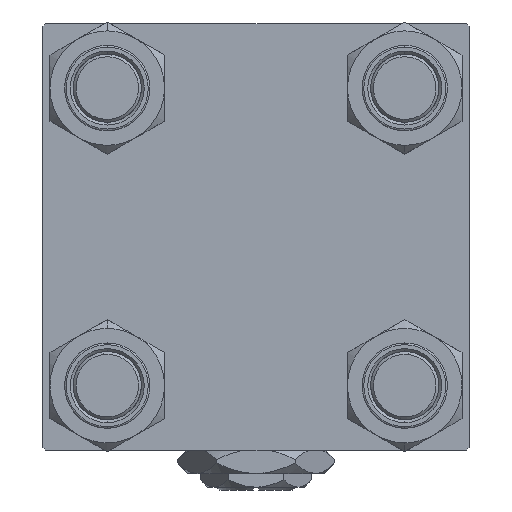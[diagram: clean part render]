
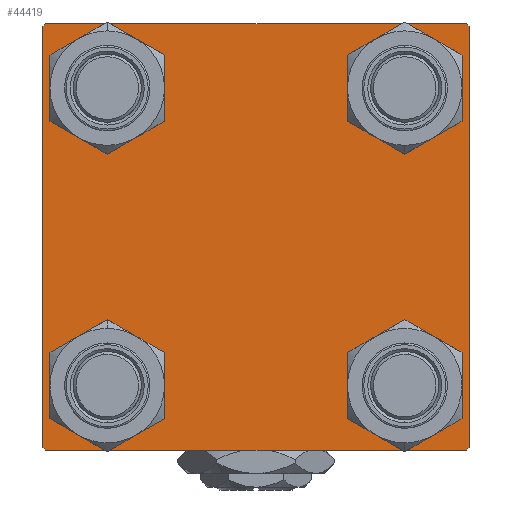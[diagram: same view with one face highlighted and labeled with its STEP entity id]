
A CAD part, left-side view. The second image highlights one B-rep face of the part: STEP entity #44419.
In plain terms, the highlighted planar face has unit normal (-1, 0, 0).
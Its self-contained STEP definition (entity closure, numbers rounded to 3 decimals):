
#165 = DIRECTION ( 'NONE',  ( 0., 0., -1. ) ) ;
#543 = ORIENTED_EDGE ( 'NONE', *, *, #41999, .T. ) ;
#544 = VERTEX_POINT ( 'NONE', #7552 ) ;
#636 = CARTESIAN_POINT ( 'NONE',  ( 0., 0., 0. ) ) ;
#1322 = CIRCLE ( 'NONE', #17394, 6.5 ) ;
#1331 = DIRECTION ( 'NONE',  ( 0., 0., 1. ) ) ;
#2100 = LINE ( 'NONE', #39461, #40893 ) ;
#2610 = CARTESIAN_POINT ( 'NONE',  ( 0., 37.5, -37.5 ) ) ;
#3611 = ORIENTED_EDGE ( 'NONE', *, *, #22281, .T. ) ;
#3623 = LINE ( 'NONE', #32464, #28177 ) ;
#4335 = FACE_BOUND ( 'NONE', #27182, .T. ) ;
#5418 = ORIENTED_EDGE ( 'NONE', *, *, #33877, .T. ) ;
#5463 = VERTEX_POINT ( 'NONE', #17784 ) ;
#5668 = AXIS2_PLACEMENT_3D ( 'NONE', #32198, #11046, #31424 ) ;
#7552 = CARTESIAN_POINT ( 'NONE',  ( 0., -26.15, 19.65 ) ) ;
#7561 = CARTESIAN_POINT ( 'NONE',  ( 0., -37.5, 37.5 ) ) ;
#7894 = DIRECTION ( 'NONE',  ( 1., 0., 0. ) ) ;
#7923 = EDGE_LOOP ( 'NONE', ( #3611, #50014 ) ) ;
#8077 = EDGE_CURVE ( 'NONE', #24036, #23438, #32616, .T. ) ;
#8126 = AXIS2_PLACEMENT_3D ( 'NONE', #636, #21542, #13346 ) ;
#8583 = VECTOR ( 'NONE', #51601, 1000. ) ;
#8804 = VERTEX_POINT ( 'NONE', #48016 ) ;
#8862 = DIRECTION ( 'NONE',  ( 1., 0., 0. ) ) ;
#10219 = AXIS2_PLACEMENT_3D ( 'NONE', #26732, #22759, #1331 ) ;
#10297 = LINE ( 'NONE', #2610, #20671 ) ;
#10410 = CARTESIAN_POINT ( 'NONE',  ( 0., -37.25, 37.25 ) ) ;
#11046 = DIRECTION ( 'NONE',  ( 1., 0., 0. ) ) ;
#11309 = LINE ( 'NONE', #34866, #15650 ) ;
#11585 = EDGE_CURVE ( 'NONE', #23463, #51478, #32115, .T. ) ;
#12048 = DIRECTION ( 'NONE',  ( 0., 0., -1. ) ) ;
#12221 = AXIS2_PLACEMENT_3D ( 'NONE', #29391, #41821, #34391 ) ;
#12698 = VERTEX_POINT ( 'NONE', #30562 ) ;
#13074 = PLANE ( 'NONE',  #8126 ) ;
#13346 = DIRECTION ( 'NONE',  ( 0., 0., 1. ) ) ;
#13372 = CARTESIAN_POINT ( 'NONE',  ( 0., 26.15, 26.15 ) ) ;
#13531 = CARTESIAN_POINT ( 'NONE',  ( 0., -26.15, 26.15 ) ) ;
#15121 = EDGE_CURVE ( 'NONE', #22360, #25217, #24621, .T. ) ;
#15237 = CARTESIAN_POINT ( 'NONE',  ( 0., -37.25, -37.25 ) ) ;
#15650 = VECTOR ( 'NONE', #47070, 1000. ) ;
#16374 = EDGE_CURVE ( 'NONE', #39909, #35055, #31985, .T. ) ;
#16747 = EDGE_CURVE ( 'NONE', #8804, #30131, #27424, .T. ) ;
#17394 = AXIS2_PLACEMENT_3D ( 'NONE', #24255, #8862, #40406 ) ;
#17600 = DIRECTION ( 'NONE',  ( 0., 0., 1. ) ) ;
#17653 = EDGE_CURVE ( 'NONE', #8804, #5463, #26310, .T. ) ;
#17784 = CARTESIAN_POINT ( 'NONE',  ( 0., -37., 37.5 ) ) ;
#18181 = ORIENTED_EDGE ( 'NONE', *, *, #11585, .T. ) ;
#18620 = CARTESIAN_POINT ( 'NONE',  ( 0., 37., -37.5 ) ) ;
#18936 = CARTESIAN_POINT ( 'NONE',  ( 0., -37.5, -37. ) ) ;
#18973 = ORIENTED_EDGE ( 'NONE', *, *, #15121, .T. ) ;
#19861 = CIRCLE ( 'NONE', #12221, 6.5 ) ;
#20581 = EDGE_CURVE ( 'NONE', #40686, #39909, #3623, .T. ) ;
#20671 = VECTOR ( 'NONE', #46589, 1000. ) ;
#21542 = DIRECTION ( 'NONE',  ( -1., 0., 0. ) ) ;
#21622 = CARTESIAN_POINT ( 'NONE',  ( 0., 26.15, -32.65 ) ) ;
#21829 = DIRECTION ( 'NONE',  ( 1., 0., 0. ) ) ;
#22281 = EDGE_CURVE ( 'NONE', #28882, #544, #35010, .T. ) ;
#22360 = VERTEX_POINT ( 'NONE', #39203 ) ;
#22759 = DIRECTION ( 'NONE',  ( 1., 0., 0. ) ) ;
#23191 = AXIS2_PLACEMENT_3D ( 'NONE', #13531, #29685, #42127 ) ;
#23438 = VERTEX_POINT ( 'NONE', #42133 ) ;
#23463 = VERTEX_POINT ( 'NONE', #31520 ) ;
#23547 = CARTESIAN_POINT ( 'NONE',  ( 0., -26.15, -26.15 ) ) ;
#24036 = VERTEX_POINT ( 'NONE', #21622 ) ;
#24105 = CARTESIAN_POINT ( 'NONE',  ( 0., 26.15, 32.65 ) ) ;
#24255 = CARTESIAN_POINT ( 'NONE',  ( 0., -26.15, 26.15 ) ) ;
#24621 = CIRCLE ( 'NONE', #10219, 6.5 ) ;
#25217 = VERTEX_POINT ( 'NONE', #24105 ) ;
#25503 = VECTOR ( 'NONE', #12048, 1000. ) ;
#26310 = LINE ( 'NONE', #10410, #30586 ) ;
#26406 = ORIENTED_EDGE ( 'NONE', *, *, #41313, .T. ) ;
#26732 = CARTESIAN_POINT ( 'NONE',  ( 0., 26.15, 26.15 ) ) ;
#27182 = EDGE_LOOP ( 'NONE', ( #26406, #18973 ) ) ;
#27283 = ORIENTED_EDGE ( 'NONE', *, *, #16747, .F. ) ;
#27390 = EDGE_CURVE ( 'NONE', #51478, #23463, #19861, .T. ) ;
#27424 = LINE ( 'NONE', #7561, #25503 ) ;
#28040 = ORIENTED_EDGE ( 'NONE', *, *, #20581, .T. ) ;
#28177 = VECTOR ( 'NONE', #165, 1000. ) ;
#28882 = VERTEX_POINT ( 'NONE', #36834 ) ;
#28993 = EDGE_LOOP ( 'NONE', ( #46832, #43869 ) ) ;
#29138 = CIRCLE ( 'NONE', #30837, 6.5 ) ;
#29391 = CARTESIAN_POINT ( 'NONE',  ( 0., -26.15, -26.15 ) ) ;
#29685 = DIRECTION ( 'NONE',  ( 1., 0., 0. ) ) ;
#29918 = CARTESIAN_POINT ( 'NONE',  ( 0., 37.5, -37. ) ) ;
#30131 = VERTEX_POINT ( 'NONE', #18936 ) ;
#30445 = DIRECTION ( 'NONE',  ( 0., -1., 0. ) ) ;
#30562 = CARTESIAN_POINT ( 'NONE',  ( 0., 37., 37.5 ) ) ;
#30586 = VECTOR ( 'NONE', #41432, 1000. ) ;
#30837 = AXIS2_PLACEMENT_3D ( 'NONE', #13372, #21829, #17600 ) ;
#30867 = EDGE_CURVE ( 'NONE', #544, #28882, #1322, .T. ) ;
#30959 = AXIS2_PLACEMENT_3D ( 'NONE', #36971, #32983, #49162 ) ;
#31424 = DIRECTION ( 'NONE',  ( 0., 0., 1. ) ) ;
#31520 = CARTESIAN_POINT ( 'NONE',  ( 0., -26.15, -19.65 ) ) ;
#31948 = EDGE_LOOP ( 'NONE', ( #18181, #44601 ) ) ;
#31985 = LINE ( 'NONE', #39139, #8583 ) ;
#32115 = CIRCLE ( 'NONE', #45658, 6.5 ) ;
#32198 = CARTESIAN_POINT ( 'NONE',  ( 0., 26.15, -26.15 ) ) ;
#32464 = CARTESIAN_POINT ( 'NONE',  ( 0., 37.5, 37.5 ) ) ;
#32616 = CIRCLE ( 'NONE', #30959, 6.5 ) ;
#32935 = FACE_BOUND ( 'NONE', #28993, .T. ) ;
#32983 = DIRECTION ( 'NONE',  ( 1., 0., 0. ) ) ;
#33051 = ORIENTED_EDGE ( 'NONE', *, *, #40032, .F. ) ;
#33877 = EDGE_CURVE ( 'NONE', #46136, #30131, #38826, .T. ) ;
#34391 = DIRECTION ( 'NONE',  ( 0., 0., 1. ) ) ;
#34866 = CARTESIAN_POINT ( 'NONE',  ( 0., 37.25, 37.25 ) ) ;
#35010 = CIRCLE ( 'NONE', #23191, 6.5 ) ;
#35055 = VERTEX_POINT ( 'NONE', #18620 ) ;
#35343 = ORIENTED_EDGE ( 'NONE', *, *, #16374, .T. ) ;
#35966 = CARTESIAN_POINT ( 'NONE',  ( 0., -26.15, -32.65 ) ) ;
#36834 = CARTESIAN_POINT ( 'NONE',  ( 0., -26.15, 32.65 ) ) ;
#36946 = ORIENTED_EDGE ( 'NONE', *, *, #17653, .T. ) ;
#36971 = CARTESIAN_POINT ( 'NONE',  ( 0., 26.15, -26.15 ) ) ;
#36976 = CARTESIAN_POINT ( 'NONE',  ( 0., 37.5, 37. ) ) ;
#37052 = EDGE_CURVE ( 'NONE', #23438, #24036, #49657, .T. ) ;
#38826 = LINE ( 'NONE', #15237, #51361 ) ;
#39139 = CARTESIAN_POINT ( 'NONE',  ( 0., 37.25, -37.25 ) ) ;
#39203 = CARTESIAN_POINT ( 'NONE',  ( 0., 26.15, 19.65 ) ) ;
#39461 = CARTESIAN_POINT ( 'NONE',  ( 0., 37.5, 37.5 ) ) ;
#39698 = DIRECTION ( 'NONE',  ( 0., 0., 1. ) ) ;
#39909 = VERTEX_POINT ( 'NONE', #29918 ) ;
#40032 = EDGE_CURVE ( 'NONE', #12698, #5463, #2100, .T. ) ;
#40406 = DIRECTION ( 'NONE',  ( 0., 0., 1. ) ) ;
#40686 = VERTEX_POINT ( 'NONE', #36976 ) ;
#40881 = FACE_BOUND ( 'NONE', #31948, .T. ) ;
#40893 = VECTOR ( 'NONE', #30445, 1000. ) ;
#41313 = EDGE_CURVE ( 'NONE', #25217, #22360, #29138, .T. ) ;
#41432 = DIRECTION ( 'NONE',  ( 0., 0.707, 0.707 ) ) ;
#41821 = DIRECTION ( 'NONE',  ( 1., 0., 0. ) ) ;
#41999 = EDGE_CURVE ( 'NONE', #35055, #46136, #10297, .T. ) ;
#42127 = DIRECTION ( 'NONE',  ( 0., 0., 1. ) ) ;
#42133 = CARTESIAN_POINT ( 'NONE',  ( 0., 26.15, -19.65 ) ) ;
#43200 = EDGE_CURVE ( 'NONE', #12698, #40686, #11309, .T. ) ;
#43869 = ORIENTED_EDGE ( 'NONE', *, *, #8077, .T. ) ;
#44419 = ADVANCED_FACE ( 'NONE', ( #49375, #40881, #32935, #4335, #49642 ), #13074, .T. ) ;
#44601 = ORIENTED_EDGE ( 'NONE', *, *, #27390, .T. ) ;
#45658 = AXIS2_PLACEMENT_3D ( 'NONE', #23547, #7894, #39698 ) ;
#46136 = VERTEX_POINT ( 'NONE', #51610 ) ;
#46589 = DIRECTION ( 'NONE',  ( 0., -1., 0. ) ) ;
#46832 = ORIENTED_EDGE ( 'NONE', *, *, #37052, .T. ) ;
#47057 = EDGE_LOOP ( 'NONE', ( #28040, #35343, #543, #5418, #27283, #36946, #33051, #51154 ) ) ;
#47070 = DIRECTION ( 'NONE',  ( 0., 0.707, -0.707 ) ) ;
#48016 = CARTESIAN_POINT ( 'NONE',  ( 0., -37.5, 37. ) ) ;
#49162 = DIRECTION ( 'NONE',  ( 0., 0., 1. ) ) ;
#49375 = FACE_BOUND ( 'NONE', #7923, .T. ) ;
#49642 = FACE_OUTER_BOUND ( 'NONE', #47057, .T. ) ;
#49657 = CIRCLE ( 'NONE', #5668, 6.5 ) ;
#50014 = ORIENTED_EDGE ( 'NONE', *, *, #30867, .T. ) ;
#50746 = DIRECTION ( 'NONE',  ( 0., -0.707, 0.707 ) ) ;
#51154 = ORIENTED_EDGE ( 'NONE', *, *, #43200, .T. ) ;
#51361 = VECTOR ( 'NONE', #50746, 1000. ) ;
#51478 = VERTEX_POINT ( 'NONE', #35966 ) ;
#51601 = DIRECTION ( 'NONE',  ( 0., -0.707, -0.707 ) ) ;
#51610 = CARTESIAN_POINT ( 'NONE',  ( 0., -37., -37.5 ) ) ;
